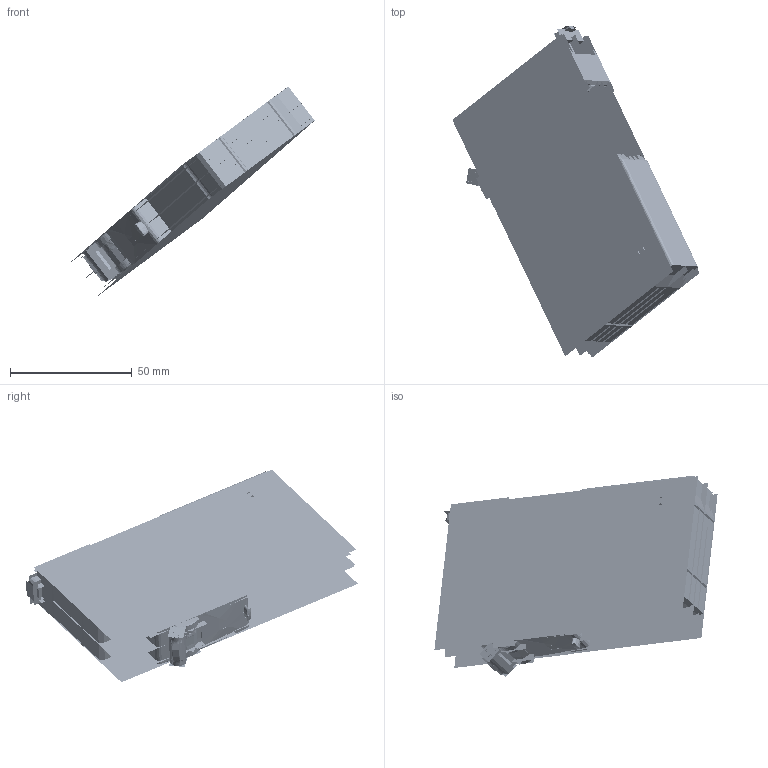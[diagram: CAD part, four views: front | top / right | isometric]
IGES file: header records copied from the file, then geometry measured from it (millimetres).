
Start section:  PTC IGES file: NB3LEU.igs
Global section: file name: NB3LEU.igs; native system: Pro/ENGINEER by Parametric Technology Corporation; preprocessor: 2009360; author: gsj; organization: Unknown; date: 20170407.084030; units: millimetre
Bounding box: 101.58 x 136.35 x 87.35 mm (x, y, z)
Surface area: 3531259 mm2 (no closed solid volume)
Topology: 0 solids, 0 shells, 20282 faces, 152810 edges, 152795 vertices
Faces by surface type: bspline 20282
